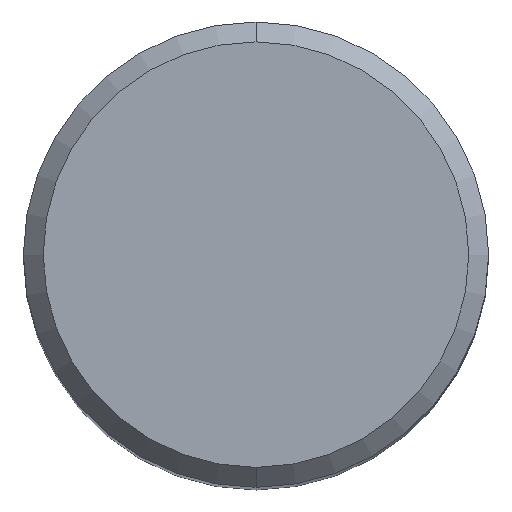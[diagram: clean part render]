
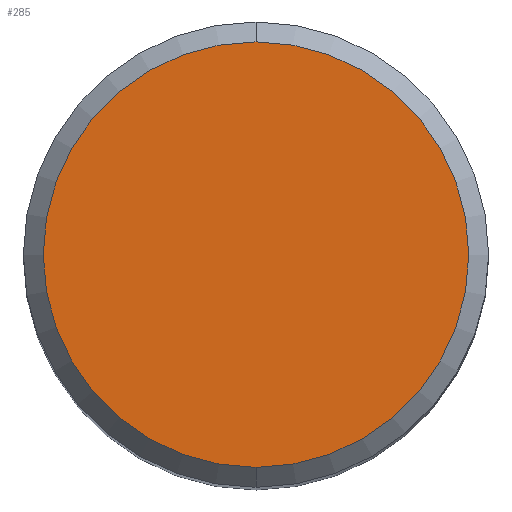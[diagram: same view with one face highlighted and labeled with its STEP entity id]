
A CAD part, top view. The second image highlights one B-rep face of the part: STEP entity #285.
In plain terms, the highlighted planar face has unit normal (0, 0, 1).
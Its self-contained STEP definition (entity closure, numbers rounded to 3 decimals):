
#187=EDGE_CURVE('',#199,#239,#495,.T.);
#199=VERTEX_POINT('',#508);
#239=VERTEX_POINT('',#554);
#285=ADVANCED_FACE('',(#602),#603,.T.);
#433=EDGE_CURVE('',#239,#199,#767,.T.);
#495=CIRCLE('',#847,6.4);
#508=CARTESIAN_POINT('',(0.,-6.4,0.));
#554=CARTESIAN_POINT('',(0.0,6.4,0.));
#602=FACE_OUTER_BOUND('',#1058,.T.);
#603=PLANE('',#1059);
#767=CIRCLE('',#1361,6.4);
#847=AXIS2_PLACEMENT_3D('',#1518,#1519,#1520);
#1058=EDGE_LOOP('',(#1631,#1632));
#1059=AXIS2_PLACEMENT_3D('',#1633,#1634,#1635);
#1361=AXIS2_PLACEMENT_3D('',#1834,#1835,#1836);
#1518=CARTESIAN_POINT('',(0.0,0.0,0.));
#1519=DIRECTION('',(0.0,0.0,-1.0));
#1520=DIRECTION('',(0.0,1.0,0.0));
#1631=ORIENTED_EDGE('',*,*,#433,.F.);
#1632=ORIENTED_EDGE('',*,*,#187,.F.);
#1633=CARTESIAN_POINT('',(0.0,3.2,0.));
#1634=DIRECTION('',(-0.0,0.0,1.0));
#1635=DIRECTION('',(0.0,-1.0,0.0));
#1834=CARTESIAN_POINT('',(0.0,0.0,0.));
#1835=DIRECTION('',(0.0,0.0,-1.0));
#1836=DIRECTION('',(0.0,1.0,0.0));
